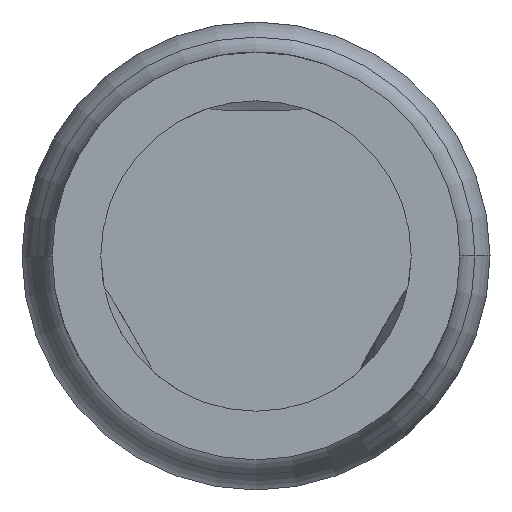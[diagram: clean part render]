
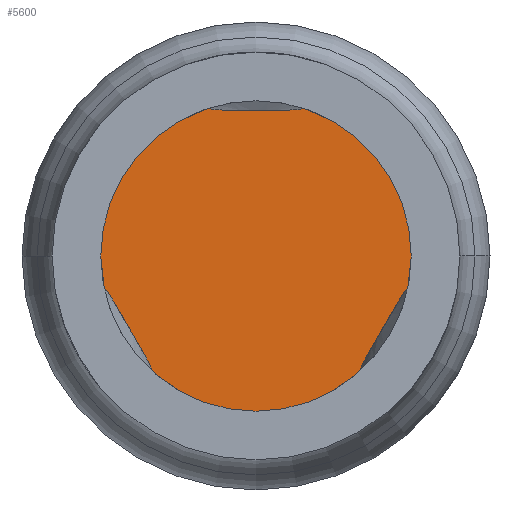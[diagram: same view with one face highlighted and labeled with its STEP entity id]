
A CAD part, front view. The second image highlights one B-rep face of the part: STEP entity #5600.
In plain terms, the highlighted planar face has unit normal (0, -1, 0).
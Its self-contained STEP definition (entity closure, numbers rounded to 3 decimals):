
#243 = AXIS2_PLACEMENT_3D ( 'NONE', #2896, #1948, #5516 ) ;
#271 = DIRECTION ( 'NONE',  ( -1., 0., 0. ) ) ;
#808 = VERTEX_POINT ( 'NONE', #3640 ) ;
#818 = CARTESIAN_POINT ( 'NONE',  ( 0., -25.3, 0. ) ) ;
#934 = DIRECTION ( 'NONE',  ( 1., 0., 0. ) ) ;
#1092 = EDGE_LOOP ( 'NONE', ( #5601, #1788 ) ) ;
#1707 = DIRECTION ( 'NONE',  ( 0., 1., 0. ) ) ;
#1756 = CIRCLE ( 'NONE', #5564, 0.338 ) ;
#1788 = ORIENTED_EDGE ( 'NONE', *, *, #5129, .F. ) ;
#1948 = DIRECTION ( 'NONE',  ( 0., 1., 0. ) ) ;
#2023 = AXIS2_PLACEMENT_3D ( 'NONE', #5599, #4727, #271 ) ;
#2633 = VERTEX_POINT ( 'NONE', #5232 ) ;
#2896 = CARTESIAN_POINT ( 'NONE',  ( 0., -25.3, 0. ) ) ;
#3158 = CIRCLE ( 'NONE', #243, 0.338 ) ;
#3191 = EDGE_CURVE ( 'Defeature ausgef�hrt1_0+Defeature ausgef�hrt1_42+Defeature ausgef�hrt1_42+Defeature ausgef�hrt1_42', #808, #2633, #1756, .T. ) ;
#3640 = CARTESIAN_POINT ( 'NONE',  ( -0.338, -25.3, 0. ) ) ;
#3812 = PLANE ( 'NONE',  #2023 ) ;
#3911 = FACE_OUTER_BOUND ( 'NONE', #1092, .T. ) ;
#4727 = DIRECTION ( 'NONE',  ( 0., 1., 0. ) ) ;
#5129 = EDGE_CURVE ( 'Defeature ausgef�hrt1_0+Defeature ausgef�hrt1_42+Defeature ausgef�hrt1_42+Defeature ausgef�hrt1_42', #2633, #808, #3158, .T. ) ;
#5232 = CARTESIAN_POINT ( 'NONE',  ( 0.338, -25.3, 0. ) ) ;
#5516 = DIRECTION ( 'NONE',  ( 1., 0., 0. ) ) ;
#5564 = AXIS2_PLACEMENT_3D ( 'NONE', #818, #1707, #934 ) ;
#5599 = CARTESIAN_POINT ( 'NONE',  ( 0., -25.3, 0. ) ) ;
#5600 = ADVANCED_FACE ( 'Defeature ausgef�hrt1_42', ( #3911 ), #3812, .F. ) ;
#5601 = ORIENTED_EDGE ( 'NONE', *, *, #3191, .F. ) ;
